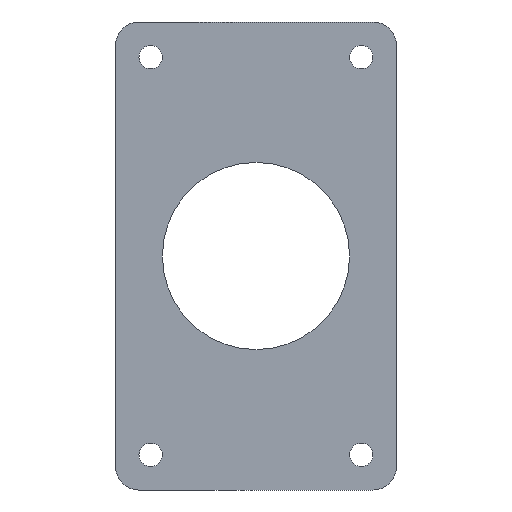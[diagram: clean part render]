
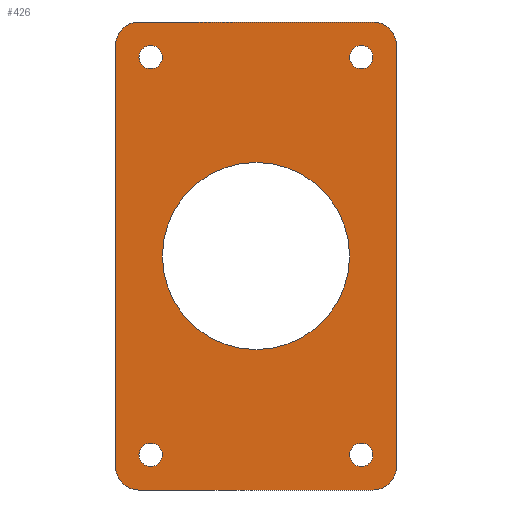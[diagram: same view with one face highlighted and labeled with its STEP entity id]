
A CAD part, front view. The second image highlights one B-rep face of the part: STEP entity #426.
In plain terms, the highlighted planar face has unit normal (0, -1, 0).
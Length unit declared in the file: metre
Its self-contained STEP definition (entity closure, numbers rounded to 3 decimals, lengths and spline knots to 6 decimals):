
#4 = CARTESIAN_POINT('NONE', (-0.0508, 0, -0.10795));
#5 = VERTEX_POINT('NONE', #4);
#8 = CARTESIAN_POINT('NONE', (0.0635, 0, -0.10795));
#9 = VERTEX_POINT('NONE', #8);
#12 = CARTESIAN_POINT('NONE', (-0.0508, 0, 0.10795));
#13 = VERTEX_POINT('NONE', #12);
#16 = CARTESIAN_POINT('NONE', (0.0635, 0, 0.10795));
#17 = VERTEX_POINT('NONE', #16);
#20 = CARTESIAN_POINT('NONE', (0.0508, 0, 0.));
#21 = VERTEX_POINT('NONE', #20);
#24 = CARTESIAN_POINT('NONE', (-0.0635, 0, 0.127));
#25 = VERTEX_POINT('NONE', #24);
#30 = CARTESIAN_POINT('NONE', (-0.0762, 0, 0.1143));
#31 = VERTEX_POINT('NONE', #30);
#32 = CARTESIAN_POINT('NONE', (0.0635, 0, 0.127));
#33 = VERTEX_POINT('NONE', #32);
#38 = CARTESIAN_POINT('NONE', (0.0762, 0, 0.1143));
#39 = VERTEX_POINT('NONE', #38);
#40 = CARTESIAN_POINT('NONE', (0.0762, 0, -0.1143));
#41 = VERTEX_POINT('NONE', #40);
#46 = CARTESIAN_POINT('NONE', (0.0635, 0, -0.127));
#47 = VERTEX_POINT('NONE', #46);
#48 = CARTESIAN_POINT('NONE', (-0.0635, 0, -0.127));
#49 = VERTEX_POINT('NONE', #48);
#54 = CARTESIAN_POINT('NONE', (-0.0762, 0, -0.1143));
#55 = VERTEX_POINT('NONE', #54);
#56 = DIRECTION('NONE', (1, 0, -0));
#57 = DIRECTION('NONE', (0, -1, 0));
#58 = CARTESIAN_POINT('NONE', (-0.05715, 0, -0.10795));
#59 = AXIS2_PLACEMENT_3D('NONE', #58, #57, #56);
#60 = CIRCLE('NONE', #59, 0.00635);
#70 = DIRECTION('NONE', (1, 0, -0));
#71 = DIRECTION('NONE', (0, -1, 0));
#72 = CARTESIAN_POINT('NONE', (0.05715, -0, -0.10795));
#73 = AXIS2_PLACEMENT_3D('NONE', #72, #71, #70);
#74 = CIRCLE('NONE', #73, 0.00635);
#84 = DIRECTION('NONE', (1, 0, 0.));
#85 = DIRECTION('NONE', (0, -1, 0));
#86 = CARTESIAN_POINT('NONE', (-0.05715, -0, 0.10795));
#87 = AXIS2_PLACEMENT_3D('NONE', #86, #85, #84);
#88 = CIRCLE('NONE', #87, 0.00635);
#98 = DIRECTION('NONE', (1, 0, 0.));
#99 = DIRECTION('NONE', (0, -1, 0));
#100 = CARTESIAN_POINT('NONE', (0.05715, -0, 0.10795));
#101 = AXIS2_PLACEMENT_3D('NONE', #100, #99, #98);
#102 = CIRCLE('NONE', #101, 0.00635);
#112 = DIRECTION('NONE', (1, 0, 0.));
#113 = DIRECTION('NONE', (0, -1, 0));
#114 = CARTESIAN_POINT('NONE', (0., -0, 0.));
#115 = AXIS2_PLACEMENT_3D('NONE', #114, #113, #112);
#116 = CIRCLE('NONE', #115, 0.0508);
#139 = DIRECTION('NONE', (-1, 0, 0.));
#140 = DIRECTION('NONE', (0, 1, 0));
#141 = CARTESIAN_POINT('NONE', (-0.0635, 0, 0.1143));
#142 = AXIS2_PLACEMENT_3D('NONE', #141, #140, #139);
#143 = CIRCLE('NONE', #142, 0.0127);
#157 = DIRECTION('NONE', (1, 0, 0.));
#158 = DIRECTION('NONE', (0, -1, 0));
#159 = CARTESIAN_POINT('NONE', (0.0635, -0, 0.1143));
#160 = AXIS2_PLACEMENT_3D('NONE', #159, #158, #157);
#161 = CIRCLE('NONE', #160, 0.0127);
#162 = DIRECTION('NONE', (1, 0, 0));
#163 = VECTOR('NONE', #162, 1);
#164 = CARTESIAN_POINT('NONE', (-0.0635, 0, 0.127));
#165 = LINE('NONE', #164, #163);
#183 = DIRECTION('NONE', (0., 0, -1));
#184 = DIRECTION('NONE', (0, -1, -0));
#185 = CARTESIAN_POINT('NONE', (0.0635, -0, -0.1143));
#186 = AXIS2_PLACEMENT_3D('NONE', #185, #184, #183);
#187 = CIRCLE('NONE', #186, 0.0127);
#188 = DIRECTION('NONE', (0., 0, -1));
#189 = VECTOR('NONE', #188, 1);
#190 = CARTESIAN_POINT('NONE', (0.0762, 0, 0.1143));
#191 = LINE('NONE', #190, #189);
#209 = DIRECTION('NONE', (-1, 0, 0.));
#210 = DIRECTION('NONE', (-0, -1, 0));
#211 = CARTESIAN_POINT('NONE', (-0.0635, -0, -0.1143));
#212 = AXIS2_PLACEMENT_3D('NONE', #211, #210, #209);
#213 = CIRCLE('NONE', #212, 0.0127);
#214 = DIRECTION('NONE', (-1, 0, 0.));
#215 = VECTOR('NONE', #214, 1);
#216 = CARTESIAN_POINT('NONE', (0.0635, 0, -0.127));
#217 = LINE('NONE', #216, #215);
#222 = DIRECTION('NONE', (0, 0, 1));
#223 = VECTOR('NONE', #222, 1);
#224 = CARTESIAN_POINT('NONE', (-0.0762, 0, -0.1143));
#225 = LINE('NONE', #224, #223);
#230 = EDGE_CURVE('NONE', #5, #5, #60, .T.);
#233 = EDGE_CURVE('NONE', #9, #9, #74, .T.);
#236 = EDGE_CURVE('NONE', #13, #13, #88, .T.);
#239 = EDGE_CURVE('NONE', #17, #17, #102, .T.);
#242 = EDGE_CURVE('NONE', #21, #21, #116, .T.);
#248 = EDGE_CURVE('NONE', #31, #25, #143, .T.);
#252 = EDGE_CURVE('NONE', #39, #33, #161, .T.);
#253 = EDGE_CURVE('NONE', #25, #33, #165, .T.);
#258 = EDGE_CURVE('NONE', #47, #41, #187, .T.);
#259 = EDGE_CURVE('NONE', #39, #41, #191, .T.);
#264 = EDGE_CURVE('NONE', #55, #49, #213, .T.);
#265 = EDGE_CURVE('NONE', #47, #49, #217, .T.);
#267 = EDGE_CURVE('NONE', #55, #31, #225, .T.);
#310 = CARTESIAN_POINT('NONE', (0, 0, -0));
#311 = DIRECTION('NONE', (0, 1, 0));
#312 = AXIS2_PLACEMENT_3D('NONE', #310, #311, $);
#313 = PLANE('NONE', #312);
#401 = ORIENTED_EDGE('NONE', *, *, #267, .F.);
#402 = ORIENTED_EDGE('NONE', *, *, #264, .T.);
#403 = ORIENTED_EDGE('NONE', *, *, #265, .F.);
#404 = ORIENTED_EDGE('NONE', *, *, #258, .T.);
#405 = ORIENTED_EDGE('NONE', *, *, #259, .F.);
#406 = ORIENTED_EDGE('NONE', *, *, #252, .T.);
#407 = ORIENTED_EDGE('NONE', *, *, #253, .F.);
#408 = ORIENTED_EDGE('NONE', *, *, #248, .F.);
#409 = ORIENTED_EDGE('NONE', *, *, #230, .F.);
#410 = ORIENTED_EDGE('NONE', *, *, #233, .F.);
#411 = ORIENTED_EDGE('NONE', *, *, #236, .F.);
#412 = ORIENTED_EDGE('NONE', *, *, #239, .F.);
#413 = ORIENTED_EDGE('NONE', *, *, #242, .F.);
#414 = EDGE_LOOP('NONE', (#401, #402, #403, #404, #405, #406, #407, #408));
#415 = FACE_BOUND('NONE', #414, .T.);
#416 = EDGE_LOOP('NONE', (#409));
#417 = FACE_BOUND('NONE', #416, .T.);
#418 = EDGE_LOOP('NONE', (#410));
#419 = FACE_BOUND('NONE', #418, .T.);
#420 = EDGE_LOOP('NONE', (#411));
#421 = FACE_BOUND('NONE', #420, .T.);
#422 = EDGE_LOOP('NONE', (#412));
#423 = FACE_BOUND('NONE', #422, .T.);
#424 = EDGE_LOOP('NONE', (#413));
#425 = FACE_BOUND('NONE', #424, .T.);
#426 = ADVANCED_FACE('NONE', (#415, #417, #419, #421, #423, #425), #313, .F.);
